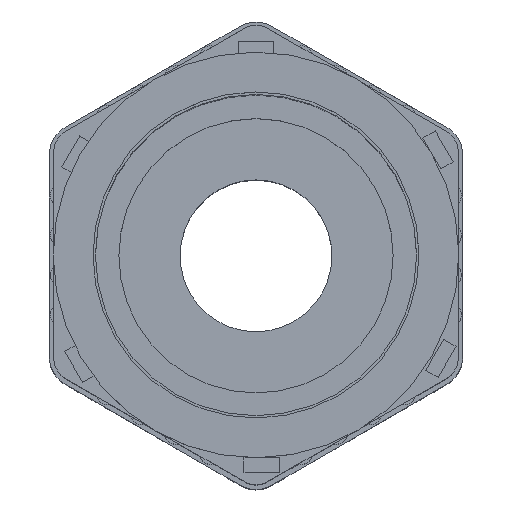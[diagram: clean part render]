
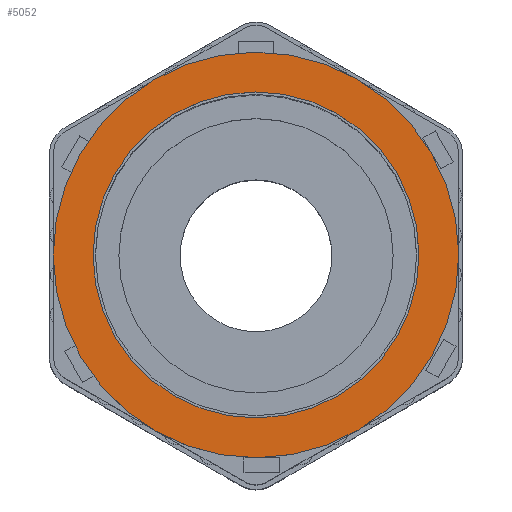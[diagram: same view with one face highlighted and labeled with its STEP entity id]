
A CAD part, top view. The second image highlights one B-rep face of the part: STEP entity #5052.
In plain terms, the highlighted face is planar.
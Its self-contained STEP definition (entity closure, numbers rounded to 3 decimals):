
#381 = CARTESIAN_POINT ( 'NONE',  ( -10.25, 0., 0. ) ) ;
#382 = CARTESIAN_POINT ( 'NONE',  ( 10.25, 0., 0. ) ) ;
#384 = CARTESIAN_POINT ( 'NONE',  ( 12.75, 0., 0. ) ) ;
#385 = CARTESIAN_POINT ( 'NONE',  ( -12.75, 0., 0. ) ) ;
#1962 = VERTEX_POINT ( 'NONE', #381 ) ;
#1963 = VERTEX_POINT ( 'NONE', #382 ) ;
#1965 = VERTEX_POINT ( 'NONE', #384 ) ;
#1966 = VERTEX_POINT ( 'NONE', #385 ) ;
#2911 = EDGE_CURVE ( 'NONE', #1962, #1963, #26898, .T. ) ;
#2915 = EDGE_CURVE ( 'NONE', #1965, #1966, #26903, .T. ) ;
#2921 = EDGE_CURVE ( 'NONE', #1966, #1965, #26912, .T. ) ;
#2922 = EDGE_CURVE ( 'NONE', #1963, #1962, #26913, .T. ) ;
#4118 = AXIS2_PLACEMENT_3D ( 'NONE', #6857, #6858, #6859 ) ;
#4120 = AXIS2_PLACEMENT_3D ( 'NONE', #6871, #6872, #6873 ) ;
#4125 = AXIS2_PLACEMENT_3D ( 'NONE', #6896, #6897, #6898 ) ;
#4126 = AXIS2_PLACEMENT_3D ( 'NONE', #6899, #6900, #6901 ) ;
#5052 = ADVANCED_FACE ( 'NONE', ( #11272, #11276 ), #13175, .F. ) ;
#6857 = CARTESIAN_POINT ( 'NONE',  ( 0., 0., 0. ) ) ;
#6858 = DIRECTION ( 'NONE',  ( 0., 0., 1. ) ) ;
#6859 = DIRECTION ( 'NONE',  ( 1., 0., 0. ) ) ;
#6871 = CARTESIAN_POINT ( 'NONE',  ( 0., 0., 0. ) ) ;
#6872 = DIRECTION ( 'NONE',  ( 0., 0., 1. ) ) ;
#6873 = DIRECTION ( 'NONE',  ( 1., 0., 0. ) ) ;
#6896 = CARTESIAN_POINT ( 'NONE',  ( 0., 0., 0. ) ) ;
#6897 = DIRECTION ( 'NONE',  ( 0., 0., 1. ) ) ;
#6898 = DIRECTION ( 'NONE',  ( 1., 0., 0. ) ) ;
#6899 = CARTESIAN_POINT ( 'NONE',  ( 0., 0., 0. ) ) ;
#6900 = DIRECTION ( 'NONE',  ( 0., 0., 1. ) ) ;
#6901 = DIRECTION ( 'NONE',  ( 1., 0., 0. ) ) ;
#11272 = FACE_OUTER_BOUND ( 'NONE', #15469, .T. ) ;
#11276 = FACE_BOUND ( 'NONE', #15460, .T. ) ;
#11652 = AXIS2_PLACEMENT_3D ( 'NONE', #13182, #13183, #13184 ) ;
#13175 = PLANE ( 'NONE',  #11652 ) ;
#13182 = CARTESIAN_POINT ( 'NONE',  ( 0., 0., 0. ) ) ;
#13183 = DIRECTION ( 'NONE',  ( 0., 0., 1. ) ) ;
#13184 = DIRECTION ( 'NONE',  ( 1., 0., 0. ) ) ;
#14507 = ORIENTED_EDGE ( 'NONE', *, *, #2921, .F. ) ;
#14508 = ORIENTED_EDGE ( 'NONE', *, *, #2915, .F. ) ;
#14509 = ORIENTED_EDGE ( 'NONE', *, *, #2911, .T. ) ;
#14510 = ORIENTED_EDGE ( 'NONE', *, *, #2922, .T. ) ;
#15460 = EDGE_LOOP ( 'NONE', ( #14509, #14510 ) ) ;
#15469 = EDGE_LOOP ( 'NONE', ( #14507, #14508 ) ) ;
#26898 = CIRCLE ( 'NONE', #4118, 10.25 ) ;
#26903 = CIRCLE ( 'NONE', #4120, 12.75 ) ;
#26912 = CIRCLE ( 'NONE', #4125, 12.75 ) ;
#26913 = CIRCLE ( 'NONE', #4126, 10.25 ) ;
